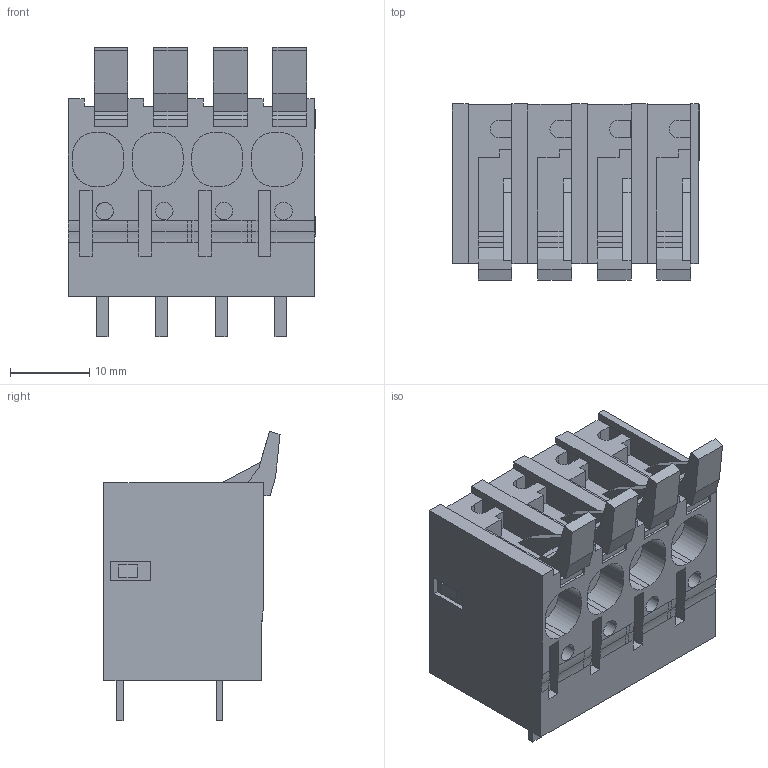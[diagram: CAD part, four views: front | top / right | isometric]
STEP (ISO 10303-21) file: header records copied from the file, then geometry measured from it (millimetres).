
FILE_DESCRIPTION(('CATIA V5 STEP Exchange','CAx-IF Rec.Pracs.--- Model Styling and Organization---1.4--- 2014-01-23'),'2;1');
FILE_NAME ('D1462714_2_2472100000_2472100000.stp','2022-07-29T07:19:06+00:00',('none'),('Weidmueller'),'CATIA Version 5-6 Release 2016 SP3 HF44','CATIA V5 STEP AP214','none');
FILE_SCHEMA(('AUTOMOTIVE_DESIGN { 1 0 10303 214 1 1 1 1 }'));
Length unit declared in the file: millimetre
Products named in the file (1): 2472100000
Bounding box: 31.13 x 22.16 x 36.41 mm (x, y, z)
Volume: 13089.7 mm3; surface area: 6790.7 mm2
Topology: 9 solids, 9 shells, 376 faces, 993 edges, 661 vertices
Faces by surface type: plane 300, cylinder 76
Entity records: 11209 total; most frequent: CARTESIAN_POINT 2384, ORIENTED_EDGE 1986, DIRECTION 1425, EDGE_CURVE 993, VECTOR 851, LINE 851, VERTEX_POINT 661, EDGE_LOOP 402
